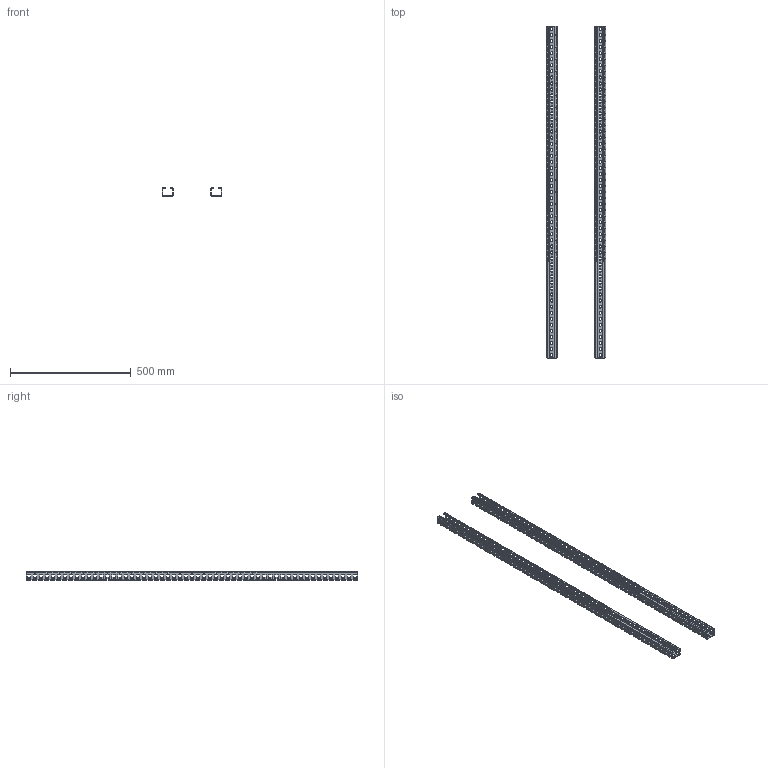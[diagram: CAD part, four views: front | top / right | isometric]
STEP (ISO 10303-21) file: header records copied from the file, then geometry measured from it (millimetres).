
FILE_DESCRIPTION(('STEP AP242'),'1');
FILE_NAME('nsytvr15.stp','2021-05-23T22:56:13',('TraceParts'),('TraceParts S.A.'),'Spatial InterOp 3D',' ',' ');
FILE_SCHEMA(('AP242_MANAGED_MODEL_BASED_3D_ENGINEERING_MIM_LF {1 0 10303 442 1 1 4}'));
Length unit declared in the file: millimetre
Products named in the file (1): nsytvr15_1
Bounding box: 245 x 1375 x 34 mm (x, y, z)
Volume: 532269.5 mm3; surface area: 607487.9 mm2
Topology: 2 solids, 2 shells, 8836 faces, 27816 edges, 18544 vertices
Faces by surface type: plane 7624, cylinder 1212
Entity records: 309383 total; most frequent: CARTESIAN_POINT 64558, ORIENTED_EDGE 55632, DIRECTION 44796, EDGE_CURVE 27816, LINE 22272, VECTOR 22272, VERTEX_POINT 18544, AXIS2_PLACEMENT_3D 11262
